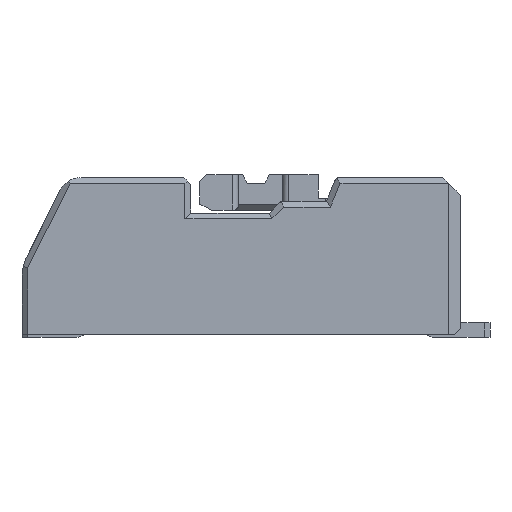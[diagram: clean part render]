
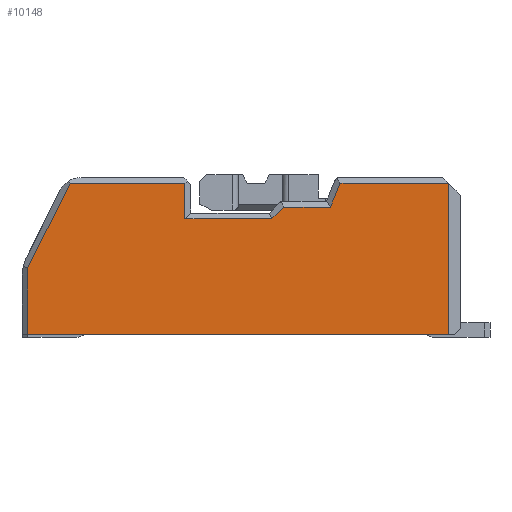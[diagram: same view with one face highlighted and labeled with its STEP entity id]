
A CAD part, front view. The second image highlights one B-rep face of the part: STEP entity #10148.
In plain terms, the highlighted planar face has unit normal (0, -1, 0).
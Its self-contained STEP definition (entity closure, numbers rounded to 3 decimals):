
#677=DIRECTION('',(0.,0.,1.));
#678=VECTOR('',#677,2.55);
#679=CARTESIAN_POINT('',(7.575,-1.425,0.05));
#680=LINE('',#679,#678);
#681=DIRECTION('',(1.,0.,0.));
#682=VECTOR('',#681,7.1);
#683=CARTESIAN_POINT('',(0.475,-1.425,0.05));
#684=LINE('',#683,#682);
#685=DIRECTION('',(0.,0.,-1.));
#686=VECTOR('',#685,1.126);
#687=CARTESIAN_POINT('',(0.475,-1.425,1.176));
#688=LINE('',#687,#686);
#689=DIRECTION('',(-0.447,0.,-0.894));
#690=VECTOR('',#689,1.592);
#691=CARTESIAN_POINT('',(1.187,-1.425,2.6));
#692=LINE('',#691,#690);
#693=DIRECTION('',(-1.,0.,0.));
#694=VECTOR('',#693,1.938);
#695=CARTESIAN_POINT('',(3.125,-1.425,2.6));
#696=LINE('',#695,#694);
#697=DIRECTION('',(0.,0.,1.));
#698=VECTOR('',#697,0.6);
#699=CARTESIAN_POINT('',(3.125,-1.425,2.));
#700=LINE('',#699,#698);
#701=DIRECTION('',(-1.,0.,0.));
#702=VECTOR('',#701,1.466);
#703=CARTESIAN_POINT('',(4.591,-1.425,2.));
#704=LINE('',#703,#702);
#705=DIRECTION('',(-0.707,0.,-0.707));
#706=VECTOR('',#705,0.283);
#707=CARTESIAN_POINT('',(4.791,-1.425,2.2));
#708=LINE('',#707,#706);
#709=DIRECTION('',(-1.,0.,0.));
#710=VECTOR('',#709,0.791);
#711=CARTESIAN_POINT('',(5.583,-1.425,2.2));
#712=LINE('',#711,#710);
#713=DIRECTION('',(-0.371,0.,-0.928));
#714=VECTOR('',#713,0.431);
#715=CARTESIAN_POINT('',(5.743,-1.425,2.6));
#716=LINE('',#715,#714);
#1616=DIRECTION('',(1.,0.,0.));
#1617=VECTOR('',#1616,1.832);
#1618=CARTESIAN_POINT('',(5.743,-1.425,2.6));
#1619=LINE('',#1618,#1617);
#7439=CARTESIAN_POINT('',(4.791,-1.425,2.2));
#7440=VERTEX_POINT('',#7439);
#7441=CARTESIAN_POINT('',(5.583,-1.425,2.2));
#7442=VERTEX_POINT('',#7441);
#7443=CARTESIAN_POINT('',(0.475,-1.425,0.05));
#7444=CARTESIAN_POINT('',(7.575,-1.425,0.05));
#7445=VERTEX_POINT('',#7443);
#7446=VERTEX_POINT('',#7444);
#7447=CARTESIAN_POINT('',(0.475,-1.425,1.176));
#7448=VERTEX_POINT('',#7447);
#7449=CARTESIAN_POINT('',(1.187,-1.425,2.6));
#7450=VERTEX_POINT('',#7449);
#7451=CARTESIAN_POINT('',(3.125,-1.425,2.6));
#7452=VERTEX_POINT('',#7451);
#7453=CARTESIAN_POINT('',(3.125,-1.425,2.));
#7454=VERTEX_POINT('',#7453);
#7455=CARTESIAN_POINT('',(4.591,-1.425,2.));
#7456=VERTEX_POINT('',#7455);
#7457=CARTESIAN_POINT('',(5.743,-1.425,2.6));
#7458=VERTEX_POINT('',#7457);
#7459=CARTESIAN_POINT('',(7.575,-1.425,2.6));
#7460=VERTEX_POINT('',#7459);
#10122=CARTESIAN_POINT('',(0.,-1.425,0.3));
#10123=DIRECTION('',(0.,-1.,0.));
#10124=DIRECTION('',(0.,0.,-1.));
#10125=AXIS2_PLACEMENT_3D('',#10122,#10123,#10124);
#10126=PLANE('',#10125);
#10127=ORIENTED_EDGE('',*,*,#10112,.F.);
#10128=ORIENTED_EDGE('',*,*,#9263,.F.);
#10130=ORIENTED_EDGE('',*,*,#10129,.F.);
#10131=ORIENTED_EDGE('',*,*,#9619,.F.);
#10133=ORIENTED_EDGE('',*,*,#10132,.F.);
#10135=ORIENTED_EDGE('',*,*,#10134,.F.);
#10137=ORIENTED_EDGE('',*,*,#10136,.F.);
#10139=ORIENTED_EDGE('',*,*,#10138,.F.);
#10141=ORIENTED_EDGE('',*,*,#10140,.F.);
#10143=ORIENTED_EDGE('',*,*,#10142,.F.);
#10145=ORIENTED_EDGE('',*,*,#10144,.T.);
#10146=EDGE_LOOP('',(#10127,#10128,#10130,#10131,#10133,#10135,#10137,#10139,
#10141,#10143,#10145));
#10147=FACE_OUTER_BOUND('',#10146,.F.);
#10148=ADVANCED_FACE('',(#10147),#10126,.T.);
#9263=EDGE_CURVE('',#7445,#7446,#684,.T.);
#9619=EDGE_CURVE('',#7450,#7448,#692,.T.);
#10112=EDGE_CURVE('',#7446,#7460,#680,.T.);
#10129=EDGE_CURVE('',#7448,#7445,#688,.T.);
#10132=EDGE_CURVE('',#7452,#7450,#696,.T.);
#10134=EDGE_CURVE('',#7454,#7452,#700,.T.);
#10136=EDGE_CURVE('',#7456,#7454,#704,.T.);
#10138=EDGE_CURVE('',#7440,#7456,#708,.T.);
#10140=EDGE_CURVE('',#7442,#7440,#712,.T.);
#10142=EDGE_CURVE('',#7458,#7442,#716,.T.);
#10144=EDGE_CURVE('',#7458,#7460,#1619,.T.);
